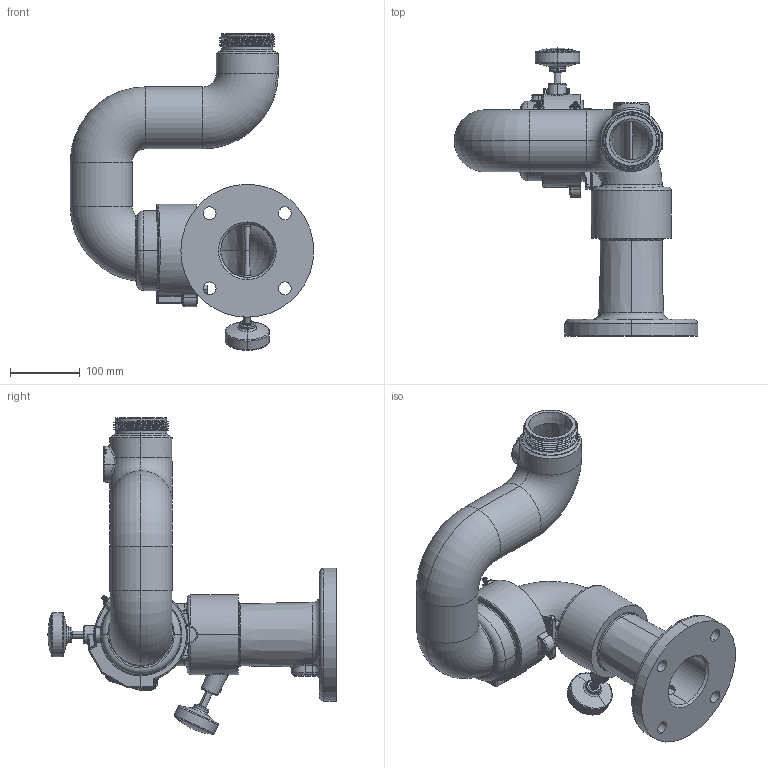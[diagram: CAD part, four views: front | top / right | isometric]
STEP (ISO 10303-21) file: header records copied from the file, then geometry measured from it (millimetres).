
FILE_DESCRIPTION((''),'2;1');
FILE_NAME('35260002_18','2015-01-22T',('sobri'),(''),'PRO/ENGINEER BY PARAMETRIC TECHNOLOGY CORPORATION, 2011180','PRO/ENGINEER BY PARAMETRIC TECHNOLOGY CORPORATION, 2011180','');
FILE_SCHEMA(('CONFIG_CONTROL_DESIGN'));
Length unit declared in the file: inch
Products named in the file (1): 35260002_18
Bounding box: 349.03 x 413.04 x 453.81 mm (x, y, z)
Surface area: 676138.6 mm2 (no closed solid volume)
Topology: 0 solids, 32 shells, 748 faces, 2290 edges, 1525 vertices
Faces by surface type: cylinder 219, bspline 171, plane 113, cone 105, torus 95, sphere 45
Entity records: 37613 total; most frequent: CARTESIAN_POINT 18403, DIRECTION 4009, ORIENTED_EDGE 3842, EDGE_CURVE 2279, AXIS2_PLACEMENT_3D 1737, VERTEX_POINT 1525, CIRCLE 1160, EDGE_LOOP 802
